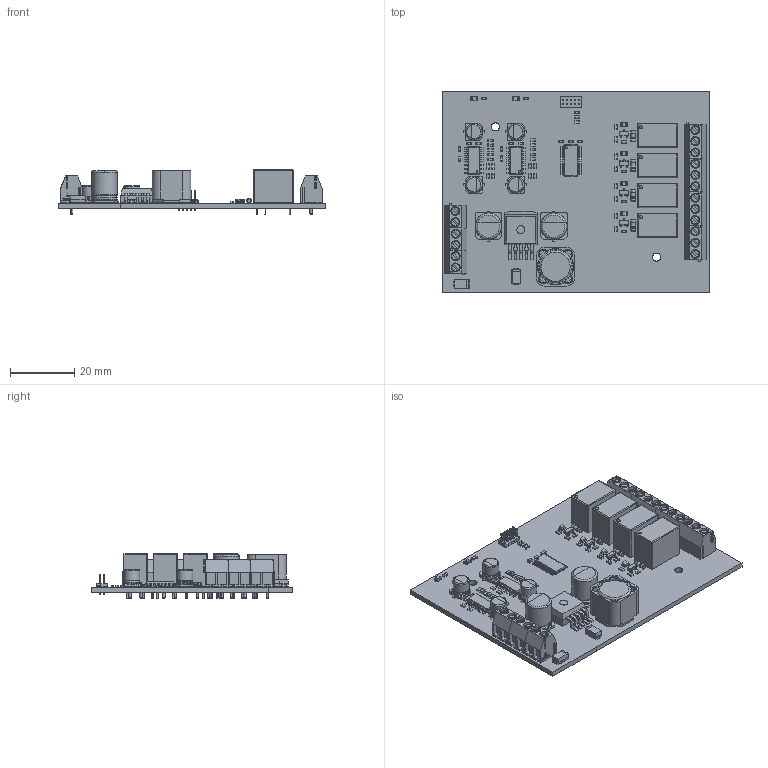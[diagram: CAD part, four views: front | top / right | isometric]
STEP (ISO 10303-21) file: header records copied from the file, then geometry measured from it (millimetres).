
FILE_DESCRIPTION(('KiCad electronic assembly'),'2;1');
FILE_NAME('NeedleStop.step','2025-02-23T13:29:36',('Pcbnew'),('Kicad'), 'Open CASCADE STEP processor 7.8','KiCad to STEP converter','Unknown' );
FILE_SCHEMA(('AUTOMOTIVE_DESIGN { 1 0 10303 214 1 1 1 1 }'));
Length unit declared in the file: millimetre
Products named in the file (36): NeedleStop 1; C_0603_1608Metric; R_0603_1608Metric; TSSOP-28_4.4x9.7mm_P0.65mm; TSSOP_28_44x97mm_P065mm; CP_Elec_5x5.4; CP_Elec_5x54; CP_Elec_8x10; CP_Elec_5x5.3; CP_Elec_5x53; D_MiniMELF; D_MiniMELF_Standard; LED_0805_2012Metric; PinHeader_2x05_P1.27mm_Vertical; PinHeader_2x05_P127mm_Vertical; SOT-23; SOT_23; DG350-3.5-03P-1Y-00A&Z(H); DG350-3_5-03P-1Y-00AH; L_Coilcraft_MSS1210-XXX; Relay_SPDT_HsinDa_Y14; Fusion; SO-14_3.9x8.65mm_P1.27mm; CQ assembly; TO-263-5_TabPin3; DG350-3.5-02P-1Y-00A&Z(H); PRT0019; D_SMA; _autosave-NeedleStop_PCB
Assembly tree (103 placements, depth 3):
  NeedleStop 1
    C_0603_1608Metric  x8
      C_0603_1608Metric
    R_0603_1608Metric  x38
      R_0603_1608Metric
    TSSOP-28_4.4x9.7mm_P0.65mm
      TSSOP_28_44x97mm_P065mm
    CP_Elec_5x5.4  x2
      CP_Elec_5x54
    CP_Elec_8x10  x2
      CP_Elec_8x10
    CP_Elec_5x5.3  x2
      CP_Elec_5x53
    D_MiniMELF  x4
      D_MiniMELF_Standard
    LED_0805_2012Metric  x6
      LED_0805_2012Metric
    PinHeader_2x05_P1.27mm_Vertical
      PinHeader_2x05_P127mm_Vertical
    SOT-23  x4
      SOT_23
    DG350-3.5-03P-1Y-00A&Z(H)  x4
      DG350-3_5-03P-1Y-00AH
    L_Coilcraft_MSS1210-XXX
      L_Coilcraft_MSS1210-XXX
    Relay_SPDT_HsinDa_Y14  x4
      Fusion
    SO-14_3.9x8.65mm_P1.27mm  x2
      CQ assembly
    TO-263-5_TabPin3
      CQ assembly
    DG350-3.5-02P-1Y-00A&Z(H)  x3
      PRT0019
    D_SMA  x2
      D_SMA
    _autosave-NeedleStop_PCB
Bounding box: 83.15 x 62.6 x 13.8 mm (x, y, z)
Volume: 18434.7 mm3; surface area: 21424.2 mm2
Topology: 122 solids, 122 shells, 6844 faces, 18179 edges, 11752 vertices
Faces by surface type: plane 5251, cylinder 1146, bspline 238, revolution 86, torus 66, cone 37, sphere 20
Full cylindrical faces by diameter (mm): 0.3 x16, 0.5 x9, 0.6 x4, 0.65 x10, 0.762 x24, 1.2 x18, 1.35 x8, 1.4 x12, 2.5 x3, 5 x8, 8 x4
Entity records: 85023 total; most frequent: CARTESIAN_POINT 14892, ORIENTED_EDGE 13012, DIRECTION 12217, EDGE_CURVE 6506, LINE 5310, VECTOR 5310, VERTEX_POINT 4189, AXIS2_PLACEMENT_3D 3441
